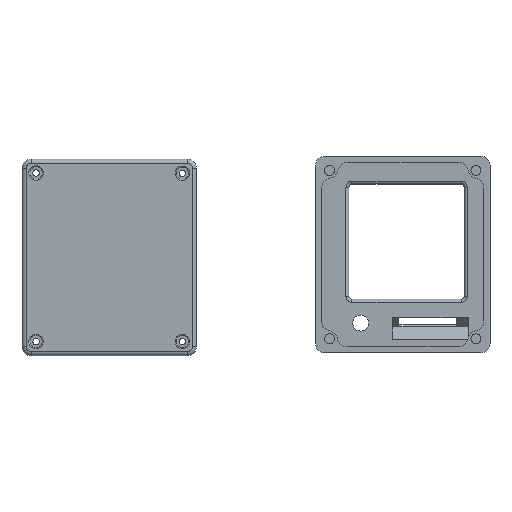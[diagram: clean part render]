
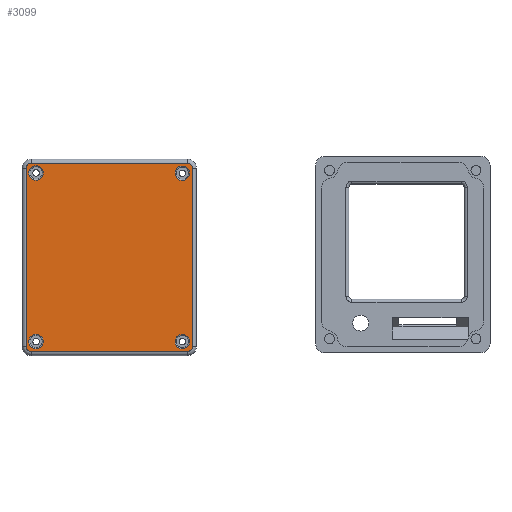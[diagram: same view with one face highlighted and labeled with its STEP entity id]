
A CAD part, front view. The second image highlights one B-rep face of the part: STEP entity #3099.
In plain terms, the highlighted planar face has unit normal (0, -1, 0).
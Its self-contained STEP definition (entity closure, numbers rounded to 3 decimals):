
#27=FACE_BOUND('',#371,.T.);
#28=FACE_BOUND('',#372,.T.);
#29=FACE_BOUND('',#373,.T.);
#30=FACE_BOUND('',#374,.T.);
#87=PLANE('',#3337);
#187=FACE_OUTER_BOUND('',#370,.T.);
#370=EDGE_LOOP('',(#2197,#2198,#2199,#2200,#2201,#2202,#2203,#2204));
#371=EDGE_LOOP('',(#2205));
#372=EDGE_LOOP('',(#2206));
#373=EDGE_LOOP('',(#2207));
#374=EDGE_LOOP('',(#2208));
#606=LINE('',#4864,#869);
#607=LINE('',#4868,#870);
#608=LINE('',#4872,#871);
#609=LINE('',#4875,#872);
#869=VECTOR('',#3843,10.);
#870=VECTOR('',#3846,10.);
#871=VECTOR('',#3849,10.);
#872=VECTOR('',#3852,10.);
#1118=CIRCLE('',#3335,3.6);
#1120=CIRCLE('',#3338,2.5);
#1121=CIRCLE('',#3339,2.5);
#1122=CIRCLE('',#3340,2.5);
#1123=CIRCLE('',#3341,2.5);
#1124=CIRCLE('',#3342,3.6);
#1125=CIRCLE('',#3343,3.6);
#1126=CIRCLE('',#3344,3.6);
#1342=VERTEX_POINT('',#4855);
#1343=VERTEX_POINT('',#4860);
#1344=VERTEX_POINT('',#4861);
#1345=VERTEX_POINT('',#4863);
#1346=VERTEX_POINT('',#4865);
#1347=VERTEX_POINT('',#4867);
#1348=VERTEX_POINT('',#4869);
#1349=VERTEX_POINT('',#4871);
#1350=VERTEX_POINT('',#4873);
#1351=VERTEX_POINT('',#4876);
#1352=VERTEX_POINT('',#4878);
#1353=VERTEX_POINT('',#4880);
#1673=EDGE_CURVE('',#1342,#1342,#1118,.T.);
#1675=EDGE_CURVE('',#1343,#1344,#1120,.T.);
#1676=EDGE_CURVE('',#1345,#1343,#606,.T.);
#1677=EDGE_CURVE('',#1346,#1345,#1121,.T.);
#1678=EDGE_CURVE('',#1347,#1346,#607,.T.);
#1679=EDGE_CURVE('',#1348,#1347,#1122,.T.);
#1680=EDGE_CURVE('',#1349,#1348,#608,.T.);
#1681=EDGE_CURVE('',#1350,#1349,#1123,.T.);
#1682=EDGE_CURVE('',#1344,#1350,#609,.T.);
#1683=EDGE_CURVE('',#1351,#1351,#1124,.T.);
#1684=EDGE_CURVE('',#1352,#1352,#1125,.T.);
#1685=EDGE_CURVE('',#1353,#1353,#1126,.T.);
#2197=ORIENTED_EDGE('',*,*,#1675,.F.);
#2198=ORIENTED_EDGE('',*,*,#1676,.F.);
#2199=ORIENTED_EDGE('',*,*,#1677,.F.);
#2200=ORIENTED_EDGE('',*,*,#1678,.F.);
#2201=ORIENTED_EDGE('',*,*,#1679,.F.);
#2202=ORIENTED_EDGE('',*,*,#1680,.F.);
#2203=ORIENTED_EDGE('',*,*,#1681,.F.);
#2204=ORIENTED_EDGE('',*,*,#1682,.F.);
#2205=ORIENTED_EDGE('',*,*,#1683,.F.);
#2206=ORIENTED_EDGE('',*,*,#1684,.F.);
#2207=ORIENTED_EDGE('',*,*,#1685,.F.);
#2208=ORIENTED_EDGE('',*,*,#1673,.F.);
#3099=ADVANCED_FACE('',(#187,#27,#28,#29,#30),#87,.F.);
#3335=AXIS2_PLACEMENT_3D('',#4857,#3835,#3836);
#3337=AXIS2_PLACEMENT_3D('',#4859,#3839,#3840);
#3338=AXIS2_PLACEMENT_3D('',#4862,#3841,#3842);
#3339=AXIS2_PLACEMENT_3D('',#4866,#3844,#3845);
#3340=AXIS2_PLACEMENT_3D('',#4870,#3847,#3848);
#3341=AXIS2_PLACEMENT_3D('',#4874,#3850,#3851);
#3342=AXIS2_PLACEMENT_3D('',#4877,#3853,#3854);
#3343=AXIS2_PLACEMENT_3D('',#4879,#3855,#3856);
#3344=AXIS2_PLACEMENT_3D('',#4881,#3857,#3858);
#3835=DIRECTION('center_axis',(0.,-1.,0.));
#3836=DIRECTION('ref_axis',(1.,0.,0.));
#3839=DIRECTION('center_axis',(0.,1.,0.));
#3840=DIRECTION('ref_axis',(1.,0.,0.));
#3841=DIRECTION('center_axis',(0.,1.,0.));
#3842=DIRECTION('ref_axis',(-0.707,0.,0.707));
#3843=DIRECTION('',(0.,0.,1.));
#3844=DIRECTION('center_axis',(0.,1.,0.));
#3845=DIRECTION('ref_axis',(-0.707,0.,-0.707));
#3846=DIRECTION('',(-1.,0.,0.));
#3847=DIRECTION('center_axis',(0.,1.,0.));
#3848=DIRECTION('ref_axis',(0.707,0.,-0.707));
#3849=DIRECTION('',(0.,0.,-1.));
#3850=DIRECTION('center_axis',(0.,1.,0.));
#3851=DIRECTION('ref_axis',(0.707,0.,0.707));
#3852=DIRECTION('',(1.,0.,0.));
#3853=DIRECTION('center_axis',(0.,-1.,0.));
#3854=DIRECTION('ref_axis',(1.,0.,0.));
#3855=DIRECTION('center_axis',(0.,-1.,0.));
#3856=DIRECTION('ref_axis',(1.,0.,0.));
#3857=DIRECTION('center_axis',(0.,-1.,0.));
#3858=DIRECTION('ref_axis',(1.,0.,0.));
#4855=CARTESIAN_POINT('',(7.,0.,-87.4));
#4857=CARTESIAN_POINT('Origin',(7.,0.,-91.));
#4859=CARTESIAN_POINT('Origin',(66.363,0.,-6.434));
#4860=CARTESIAN_POINT('',(2.,0.,-4.5));
#4861=CARTESIAN_POINT('',(4.5,0.,-2.));
#4862=CARTESIAN_POINT('Origin',(4.5,0.,-4.5));
#4863=CARTESIAN_POINT('',(2.,0.,-93.5));
#4864=CARTESIAN_POINT('',(2.,0.,-49.967));
#4865=CARTESIAN_POINT('',(4.5,0.,-96.));
#4866=CARTESIAN_POINT('Origin',(4.5,0.,-93.5));
#4867=CARTESIAN_POINT('',(82.5,0.,-96.));
#4868=CARTESIAN_POINT('',(74.432,0.,-96.));
#4869=CARTESIAN_POINT('',(85.,0.,-93.5));
#4870=CARTESIAN_POINT('Origin',(82.5,0.,-93.5));
#4871=CARTESIAN_POINT('',(85.,0.,-4.5));
#4872=CARTESIAN_POINT('',(85.,0.,-5.467));
#4873=CARTESIAN_POINT('',(82.5,0.,-2.));
#4874=CARTESIAN_POINT('Origin',(82.5,0.,-4.5));
#4875=CARTESIAN_POINT('',(35.432,0.,-2.));
#4876=CARTESIAN_POINT('',(7.,0.,-3.243));
#4877=CARTESIAN_POINT('Origin',(7.,0.,-6.843));
#4878=CARTESIAN_POINT('',(80.,0.,-3.4));
#4879=CARTESIAN_POINT('Origin',(80.,0.,-7.));
#4880=CARTESIAN_POINT('',(80.,0.,-87.4));
#4881=CARTESIAN_POINT('Origin',(80.,0.,-91.));
